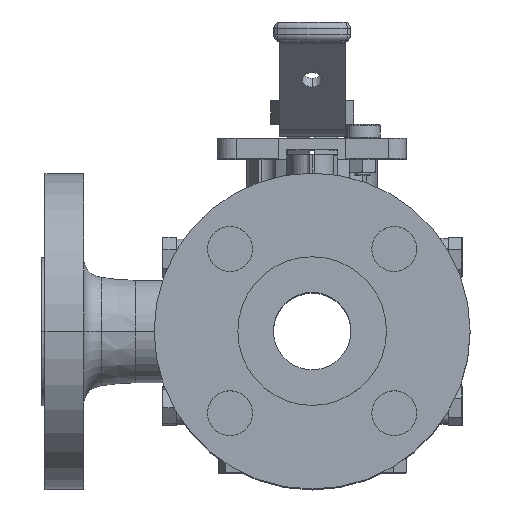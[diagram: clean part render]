
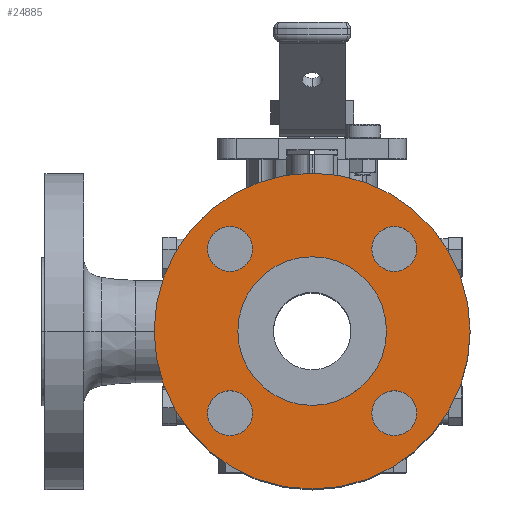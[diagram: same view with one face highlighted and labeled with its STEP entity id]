
A CAD part, top view. The second image highlights one B-rep face of the part: STEP entity #24885.
In plain terms, the highlighted planar face has unit normal (0, 0, 1).
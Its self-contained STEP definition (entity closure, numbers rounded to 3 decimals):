
#232 = FACE_BOUND ( 'NONE', #6370, .T. ) ;
#315 = DIRECTION ( 'NONE',  ( 0., 0., 1. ) ) ;
#400 = CARTESIAN_POINT ( 'NONE',  ( 0., 0., 133.477 ) ) ;
#467 = DIRECTION ( 'NONE',  ( 0., 0., 1. ) ) ;
#606 = CARTESIAN_POINT ( 'NONE',  ( -40.411, -40.411, 133.477 ) ) ;
#744 = ORIENTED_EDGE ( 'NONE', *, *, #23952, .T. ) ;
#1462 = FACE_BOUND ( 'NONE', #10446, .T. ) ;
#1487 = DIRECTION ( 'NONE',  ( 0., 0., 1. ) ) ;
#1602 = FACE_BOUND ( 'NONE', #17177, .T. ) ;
#1768 = DIRECTION ( 'NONE',  ( 1., 0., 0. ) ) ;
#1890 = DIRECTION ( 'NONE',  ( 0., -1., 0. ) ) ;
#1955 = ORIENTED_EDGE ( 'NONE', *, *, #20688, .F. ) ;
#2076 = ORIENTED_EDGE ( 'NONE', *, *, #25664, .F. ) ;
#2270 = AXIS2_PLACEMENT_3D ( 'NONE', #18314, #21974, #5899 ) ;
#2561 = CARTESIAN_POINT ( 'NONE',  ( -51.46, 40.411, 133.477 ) ) ;
#3016 = CARTESIAN_POINT ( 'NONE',  ( -29.362, -40.411, 133.477 ) ) ;
#3215 = EDGE_CURVE ( 'NONE', #24073, #10194, #19889, .T. ) ;
#3418 = AXIS2_PLACEMENT_3D ( 'NONE', #400, #10768, #8369 ) ;
#3461 = VERTEX_POINT ( 'NONE', #11726 ) ;
#3818 = DIRECTION ( 'NONE',  ( 0., 0., 1. ) ) ;
#3845 = EDGE_CURVE ( 'NONE', #14414, #11651, #4444, .T. ) ;
#3923 = ORIENTED_EDGE ( 'NONE', *, *, #3845, .T. ) ;
#4080 = AXIS2_PLACEMENT_3D ( 'NONE', #16894, #25001, #14903 ) ;
#4444 = CIRCLE ( 'NONE', #2270, 77.724 ) ;
#5203 = ORIENTED_EDGE ( 'NONE', *, *, #9731, .F. ) ;
#5283 = CARTESIAN_POINT ( 'NONE',  ( -36.576, 0., 133.477 ) ) ;
#5670 = DIRECTION ( 'NONE',  ( -1., 0., 0. ) ) ;
#5781 = EDGE_CURVE ( 'NONE', #20984, #6268, #25496, .T. ) ;
#5899 = DIRECTION ( 'NONE',  ( 1., 0., 0. ) ) ;
#5912 = DIRECTION ( 'NONE',  ( 0., 0., 1. ) ) ;
#6268 = VERTEX_POINT ( 'NONE', #7244 ) ;
#6370 = EDGE_LOOP ( 'NONE', ( #6806, #12719 ) ) ;
#6527 = DIRECTION ( 'NONE',  ( 0., 1., 0. ) ) ;
#6535 = ORIENTED_EDGE ( 'NONE', *, *, #3215, .F. ) ;
#6806 = ORIENTED_EDGE ( 'NONE', *, *, #19088, .F. ) ;
#7244 = CARTESIAN_POINT ( 'NONE',  ( -29.362, 40.411, 133.477 ) ) ;
#7410 = AXIS2_PLACEMENT_3D ( 'NONE', #24149, #22557, #5670 ) ;
#7848 = CARTESIAN_POINT ( 'NONE',  ( 40.411, 40.411, 133.477 ) ) ;
#8285 = AXIS2_PLACEMENT_3D ( 'NONE', #10496, #15193, #15342 ) ;
#8369 = DIRECTION ( 'NONE',  ( 1., 0., 0. ) ) ;
#8448 = DIRECTION ( 'NONE',  ( 0., 1., 0. ) ) ;
#8470 = ORIENTED_EDGE ( 'NONE', *, *, #22507, .F. ) ;
#8484 = CIRCLE ( 'NONE', #26583, 11.049 ) ;
#9048 = DIRECTION ( 'NONE',  ( 1., 0., 0. ) ) ;
#9160 = CARTESIAN_POINT ( 'NONE',  ( 36.576, 0., 133.477 ) ) ;
#9189 = DIRECTION ( 'NONE',  ( 0., 0., 1. ) ) ;
#9583 = CIRCLE ( 'NONE', #24652, 11.049 ) ;
#9731 = EDGE_CURVE ( 'NONE', #20993, #3461, #9583, .T. ) ;
#9733 = PLANE ( 'NONE',  #24635 ) ;
#10194 = VERTEX_POINT ( 'NONE', #5283 ) ;
#10395 = DIRECTION ( 'NONE',  ( 0., 0., 1. ) ) ;
#10446 = EDGE_LOOP ( 'NONE', ( #18958, #8470 ) ) ;
#10496 = CARTESIAN_POINT ( 'NONE',  ( 0., 0., 133.477 ) ) ;
#10552 = DIRECTION ( 'NONE',  ( 0., -1., 0. ) ) ;
#10768 = DIRECTION ( 'NONE',  ( 0., 0., 1. ) ) ;
#10805 = CARTESIAN_POINT ( 'NONE',  ( -77.724, 0., 133.477 ) ) ;
#11651 = VERTEX_POINT ( 'NONE', #24895 ) ;
#11726 = CARTESIAN_POINT ( 'NONE',  ( 51.46, -40.411, 133.477 ) ) ;
#11982 = FACE_BOUND ( 'NONE', #12483, .T. ) ;
#12445 = ORIENTED_EDGE ( 'NONE', *, *, #18304, .F. ) ;
#12483 = EDGE_LOOP ( 'NONE', ( #15617, #12445 ) ) ;
#12719 = ORIENTED_EDGE ( 'NONE', *, *, #5781, .F. ) ;
#12925 = CIRCLE ( 'NONE', #3418, 77.724 ) ;
#13146 = AXIS2_PLACEMENT_3D ( 'NONE', #26409, #14536, #8448 ) ;
#13650 = CIRCLE ( 'NONE', #22275, 11.049 ) ;
#13841 = AXIS2_PLACEMENT_3D ( 'NONE', #18238, #3818, #1768 ) ;
#13985 = VERTEX_POINT ( 'NONE', #3016 ) ;
#14374 = EDGE_CURVE ( 'NONE', #23345, #15401, #18265, .T. ) ;
#14414 = VERTEX_POINT ( 'NONE', #10805 ) ;
#14536 = DIRECTION ( 'NONE',  ( 0., 0., 1. ) ) ;
#14884 = CIRCLE ( 'NONE', #17837, 11.049 ) ;
#14903 = DIRECTION ( 'NONE',  ( 1., 0., 0. ) ) ;
#15193 = DIRECTION ( 'NONE',  ( 0., 0., 1. ) ) ;
#15342 = DIRECTION ( 'NONE',  ( 1., 0., 0. ) ) ;
#15401 = VERTEX_POINT ( 'NONE', #18201 ) ;
#15533 = CARTESIAN_POINT ( 'NONE',  ( -40.411, 40.411, 133.477 ) ) ;
#15617 = ORIENTED_EDGE ( 'NONE', *, *, #17138, .F. ) ;
#15931 = CARTESIAN_POINT ( 'NONE',  ( 0., 0., 133.477 ) ) ;
#16052 = FACE_BOUND ( 'NONE', #16699, .T. ) ;
#16699 = EDGE_LOOP ( 'NONE', ( #1955, #6535 ) ) ;
#16894 = CARTESIAN_POINT ( 'NONE',  ( 0., 0., 133.477 ) ) ;
#17138 = EDGE_CURVE ( 'NONE', #13985, #18899, #14884, .T. ) ;
#17177 = EDGE_LOOP ( 'NONE', ( #2076, #5203 ) ) ;
#17837 = AXIS2_PLACEMENT_3D ( 'NONE', #606, #467, #6527 ) ;
#18045 = DIRECTION ( 'NONE',  ( 1., 0., 0. ) ) ;
#18201 = CARTESIAN_POINT ( 'NONE',  ( 29.362, 40.411, 133.477 ) ) ;
#18238 = CARTESIAN_POINT ( 'NONE',  ( -40.411, 40.411, 133.477 ) ) ;
#18265 = CIRCLE ( 'NONE', #20879, 11.049 ) ;
#18304 = EDGE_CURVE ( 'NONE', #18899, #13985, #24792, .T. ) ;
#18314 = CARTESIAN_POINT ( 'NONE',  ( 0., 0., 133.477 ) ) ;
#18899 = VERTEX_POINT ( 'NONE', #19723 ) ;
#18958 = ORIENTED_EDGE ( 'NONE', *, *, #14374, .F. ) ;
#19005 = CARTESIAN_POINT ( 'NONE',  ( 29.362, -40.411, 133.477 ) ) ;
#19088 = EDGE_CURVE ( 'NONE', #6268, #20984, #13650, .T. ) ;
#19723 = CARTESIAN_POINT ( 'NONE',  ( -51.46, -40.411, 133.477 ) ) ;
#19889 = CIRCLE ( 'NONE', #8285, 36.576 ) ;
#20249 = CARTESIAN_POINT ( 'NONE',  ( 51.46, 40.411, 133.477 ) ) ;
#20545 = DIRECTION ( 'NONE',  ( -1., 0., 0. ) ) ;
#20688 = EDGE_CURVE ( 'NONE', #10194, #24073, #24316, .T. ) ;
#20879 = AXIS2_PLACEMENT_3D ( 'NONE', #22819, #315, #10552 ) ;
#20984 = VERTEX_POINT ( 'NONE', #2561 ) ;
#20993 = VERTEX_POINT ( 'NONE', #19005 ) ;
#21820 = EDGE_LOOP ( 'NONE', ( #3923, #744 ) ) ;
#21974 = DIRECTION ( 'NONE',  ( 0., 0., 1. ) ) ;
#22054 = CIRCLE ( 'NONE', #7410, 11.049 ) ;
#22275 = AXIS2_PLACEMENT_3D ( 'NONE', #15533, #9189, #9048 ) ;
#22507 = EDGE_CURVE ( 'NONE', #15401, #23345, #8484, .T. ) ;
#22557 = DIRECTION ( 'NONE',  ( 0., 0., 1. ) ) ;
#22819 = CARTESIAN_POINT ( 'NONE',  ( 40.411, 40.411, 133.477 ) ) ;
#23345 = VERTEX_POINT ( 'NONE', #20249 ) ;
#23952 = EDGE_CURVE ( 'NONE', #11651, #14414, #12925, .T. ) ;
#24073 = VERTEX_POINT ( 'NONE', #9160 ) ;
#24149 = CARTESIAN_POINT ( 'NONE',  ( 40.411, -40.411, 133.477 ) ) ;
#24316 = CIRCLE ( 'NONE', #4080, 36.576 ) ;
#24635 = AXIS2_PLACEMENT_3D ( 'NONE', #15931, #5912, #18045 ) ;
#24652 = AXIS2_PLACEMENT_3D ( 'NONE', #26489, #10395, #20545 ) ;
#24792 = CIRCLE ( 'NONE', #13146, 11.049 ) ;
#24885 = ADVANCED_FACE ( 'NONE', ( #11982, #1602, #1462, #232, #26318, #16052 ), #9733, .T. ) ;
#24895 = CARTESIAN_POINT ( 'NONE',  ( 77.724, 0., 133.477 ) ) ;
#25001 = DIRECTION ( 'NONE',  ( 0., 0., 1. ) ) ;
#25496 = CIRCLE ( 'NONE', #13841, 11.049 ) ;
#25664 = EDGE_CURVE ( 'NONE', #3461, #20993, #22054, .T. ) ;
#26318 = FACE_OUTER_BOUND ( 'NONE', #21820, .T. ) ;
#26409 = CARTESIAN_POINT ( 'NONE',  ( -40.411, -40.411, 133.477 ) ) ;
#26489 = CARTESIAN_POINT ( 'NONE',  ( 40.411, -40.411, 133.477 ) ) ;
#26583 = AXIS2_PLACEMENT_3D ( 'NONE', #7848, #1487, #1890 ) ;
